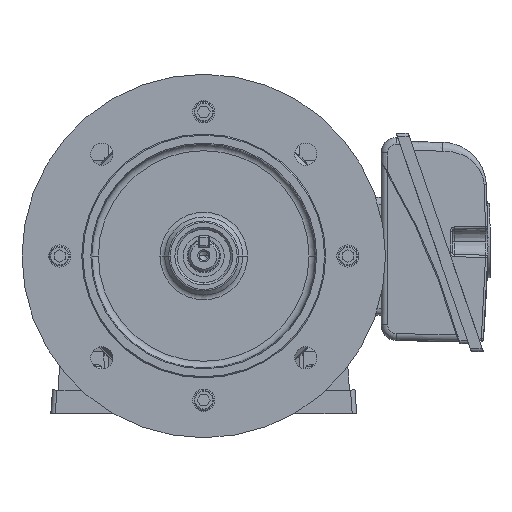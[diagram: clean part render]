
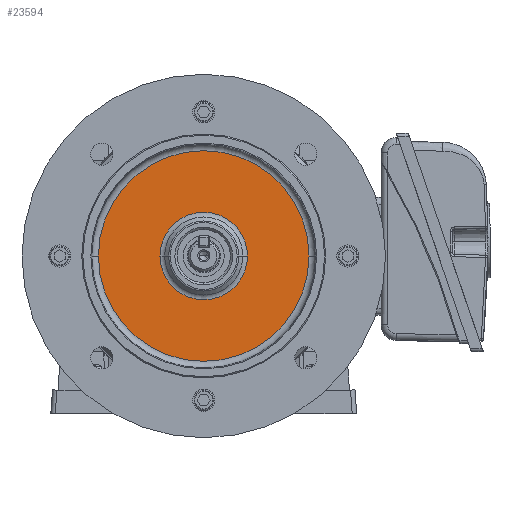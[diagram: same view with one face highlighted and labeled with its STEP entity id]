
A CAD part, top view. The second image highlights one B-rep face of the part: STEP entity #23594.
In plain terms, the highlighted face is planar.
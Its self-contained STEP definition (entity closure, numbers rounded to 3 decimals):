
#105 = CARTESIAN_POINT ( 'NONE',  ( 8.5, 0., 47.507 ) ) ;
#1449 = VERTEX_POINT ( 'NONE', #47057 ) ;
#1736 = ORIENTED_EDGE ( 'NONE', *, *, #49496, .T. ) ;
#2272 = AXIS2_PLACEMENT_3D ( 'NONE', #18072, #59163, #38979 ) ;
#3783 = ORIENTED_EDGE ( 'NONE', *, *, #36419, .T. ) ;
#5219 = EDGE_CURVE ( 'NONE', #57055, #11124, #53833, .T. ) ;
#5318 = DIRECTION ( 'NONE',  ( 0., 0., -1. ) ) ;
#8602 = FACE_BOUND ( 'NONE', #44058, .T. ) ;
#8639 = DIRECTION ( 'NONE',  ( 1., 0., 0. ) ) ;
#10300 = VERTEX_POINT ( 'NONE', #17549 ) ;
#11124 = VERTEX_POINT ( 'NONE', #35181 ) ;
#11945 = AXIS2_PLACEMENT_3D ( 'NONE', #66331, #20045, #40939 ) ;
#14457 = ORIENTED_EDGE ( 'NONE', *, *, #43990, .T. ) ;
#14531 = DIRECTION ( 'NONE',  ( 1., 0., 0. ) ) ;
#17549 = CARTESIAN_POINT ( 'NONE',  ( 8.5, 0., -19.743 ) ) ;
#18072 = CARTESIAN_POINT ( 'NONE',  ( 8.5, 0., 0. ) ) ;
#20045 = DIRECTION ( 'NONE',  ( -1., 0., 0. ) ) ;
#23158 = DIRECTION ( 'NONE',  ( 0., 0., -1. ) ) ;
#23594 = ADVANCED_FACE ( 'NONE', ( #8602, #59238 ), #45024, .F. ) ;
#29133 = EDGE_LOOP ( 'NONE', ( #14457, #45168 ) ) ;
#30843 = CARTESIAN_POINT ( 'NONE',  ( 8.5, 0., 0. ) ) ;
#35181 = CARTESIAN_POINT ( 'NONE',  ( 8.5, 0., -47.507 ) ) ;
#36419 = EDGE_CURVE ( 'NONE', #10300, #1449, #46820, .T. ) ;
#37781 = CIRCLE ( 'NONE', #54725, 19.743 ) ;
#38979 = DIRECTION ( 'NONE',  ( 0., 0., -1. ) ) ;
#39207 = AXIS2_PLACEMENT_3D ( 'NONE', #49329, #8639, #64753 ) ;
#40939 = DIRECTION ( 'NONE',  ( 0., 0., -1. ) ) ;
#43990 = EDGE_CURVE ( 'NONE', #11124, #57055, #44498, .T. ) ;
#44058 = EDGE_LOOP ( 'NONE', ( #3783, #1736 ) ) ;
#44498 = CIRCLE ( 'NONE', #2272, 47.507 ) ;
#45024 = PLANE ( 'NONE',  #39207 ) ;
#45168 = ORIENTED_EDGE ( 'NONE', *, *, #5219, .T. ) ;
#46820 = CIRCLE ( 'NONE', #65654, 19.743 ) ;
#47057 = CARTESIAN_POINT ( 'NONE',  ( 8.5, 0., 19.743 ) ) ;
#48783 = CARTESIAN_POINT ( 'NONE',  ( 8.5, 0., 0. ) ) ;
#49329 = CARTESIAN_POINT ( 'NONE',  ( 8.5, 50.256, 0. ) ) ;
#49496 = EDGE_CURVE ( 'NONE', #1449, #10300, #37781, .T. ) ;
#53833 = CIRCLE ( 'NONE', #11945, 47.507 ) ;
#54725 = AXIS2_PLACEMENT_3D ( 'NONE', #30843, #14531, #5318 ) ;
#57055 = VERTEX_POINT ( 'NONE', #105 ) ;
#59163 = DIRECTION ( 'NONE',  ( -1., 0., 0. ) ) ;
#59238 = FACE_OUTER_BOUND ( 'NONE', #29133, .T. ) ;
#63767 = DIRECTION ( 'NONE',  ( 1., 0., 0. ) ) ;
#64753 = DIRECTION ( 'NONE',  ( 0., 0., -1. ) ) ;
#65654 = AXIS2_PLACEMENT_3D ( 'NONE', #48783, #63767, #23158 ) ;
#66331 = CARTESIAN_POINT ( 'NONE',  ( 8.5, 0., 0. ) ) ;
